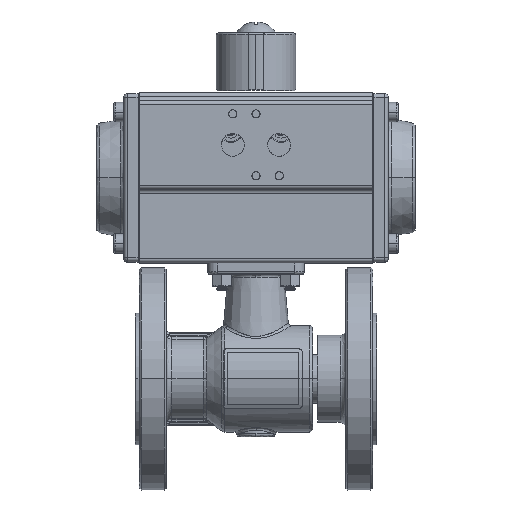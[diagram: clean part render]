
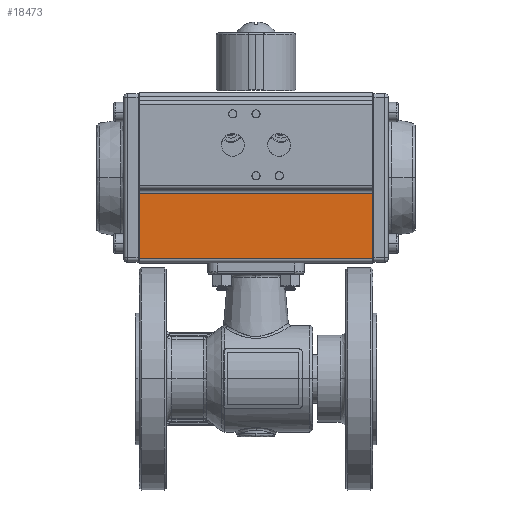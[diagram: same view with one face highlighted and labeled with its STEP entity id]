
A CAD part, top view. The second image highlights one B-rep face of the part: STEP entity #18473.
In plain terms, the highlighted planar face has unit normal (0, 0, -1).
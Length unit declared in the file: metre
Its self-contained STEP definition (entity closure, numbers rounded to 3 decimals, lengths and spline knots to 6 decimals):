
#186 = CARTESIAN_POINT ( 'NONE',  ( -0.088618, 0.094125, 0.161 ) ) ;
#908 = DIRECTION ( 'NONE',  ( 0., 0., -1. ) ) ;
#2729 = AXIS2_PLACEMENT_3D ( 'NONE', #186, #908, #17714 ) ;
#2985 = ORIENTED_EDGE ( 'NONE', *, *, #19308, .T. ) ;
#4013 = EDGE_CURVE ( 'NONE', #5342, #20150, #30326, .T. ) ;
#4646 = VECTOR ( 'NONE', #38100, 1. ) ;
#5079 = EDGE_CURVE ( 'NONE', #17320, #47066, #16487, .T. ) ;
#5342 = VERTEX_POINT ( 'NONE', #6839 ) ;
#5491 = ORIENTED_EDGE ( 'NONE', *, *, #6574, .T. ) ;
#6574 = EDGE_CURVE ( 'NONE', #20150, #17320, #66197, .T. ) ;
#6839 = CARTESIAN_POINT ( 'NONE',  ( -0.088618, 0.094125, 0.161 ) ) ;
#9536 = PLANE ( 'NONE',  #2729 ) ;
#16104 = CARTESIAN_POINT ( 'NONE',  ( -0.088618, 0.060125, 0.161 ) ) ;
#16487 = LINE ( 'NONE', #66723, #41559 ) ;
#16723 = CARTESIAN_POINT ( 'NONE',  ( 0.032382, 0.094125, 0.161 ) ) ;
#17174 = EDGE_LOOP ( 'NONE', ( #57410, #5491, #67677, #2985 ) ) ;
#17320 = VERTEX_POINT ( 'NONE', #68114 ) ;
#17714 = DIRECTION ( 'NONE',  ( 0., 1., 0. ) ) ;
#18473 = ADVANCED_FACE ( 'NONE', ( #72877 ), #9536, .T. ) ;
#19308 = EDGE_CURVE ( 'NONE', #47066, #5342, #48257, .T. ) ;
#20150 = VERTEX_POINT ( 'NONE', #16723 ) ;
#25032 = DIRECTION ( 'NONE',  ( 0., 1., 0. ) ) ;
#25476 = CARTESIAN_POINT ( 'NONE',  ( -0.088618, 0.094125, 0.161 ) ) ;
#30326 = LINE ( 'NONE', #25476, #73807 ) ;
#35598 = DIRECTION ( 'NONE',  ( 1., 0., 0. ) ) ;
#38100 = DIRECTION ( 'NONE',  ( 0., -1., 0. ) ) ;
#41559 = VECTOR ( 'NONE', #50281, 1. ) ;
#43574 = VECTOR ( 'NONE', #25032, 1. ) ;
#47066 = VERTEX_POINT ( 'NONE', #16104 ) ;
#48257 = LINE ( 'NONE', #54254, #43574 ) ;
#50281 = DIRECTION ( 'NONE',  ( -1., 0., 0. ) ) ;
#54254 = CARTESIAN_POINT ( 'NONE',  ( -0.088618, 0.094125, 0.161 ) ) ;
#57410 = ORIENTED_EDGE ( 'NONE', *, *, #4013, .T. ) ;
#59852 = CARTESIAN_POINT ( 'NONE',  ( 0.032382, 0.094125, 0.161 ) ) ;
#66197 = LINE ( 'NONE', #59852, #4646 ) ;
#66723 = CARTESIAN_POINT ( 'NONE',  ( -0.088618, 0.060125, 0.161 ) ) ;
#67677 = ORIENTED_EDGE ( 'NONE', *, *, #5079, .T. ) ;
#68114 = CARTESIAN_POINT ( 'NONE',  ( 0.032382, 0.060125, 0.161 ) ) ;
#72877 = FACE_OUTER_BOUND ( 'NONE', #17174, .T. ) ;
#73807 = VECTOR ( 'NONE', #35598, 1. ) ;
